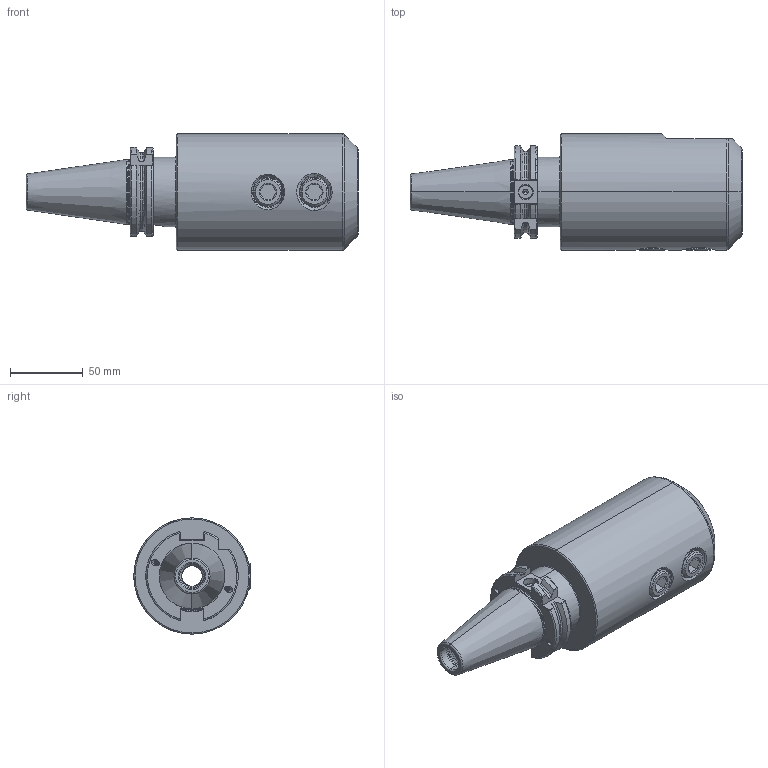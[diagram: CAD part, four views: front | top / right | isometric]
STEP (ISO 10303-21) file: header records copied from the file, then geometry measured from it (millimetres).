
FILE_DESCRIPTION (( 'STEP AP203' ), '1' );
FILE_NAME ('403.04.40.2.STEP', '2016-11-25T07:35:11', ( '' ), ( '' ), 'SwSTEP 2.0', 'SolidWorks 2012', '' );
FILE_SCHEMA (( 'CONFIG_CONTROL_DESIGN' ));
Length unit declared in the file: millimetre
Products named in the file (3): 側固20_M20x2_20L; 403.04.40.2
Assembly tree (3 placements, depth 2):
  403.04.40.2
    403.04.40.2
    側固20_M20x2_20L  x2
Bounding box: 228.4 x 80 x 80 mm (x, y, z)
Volume: 624455 mm3; surface area: 83037.6 mm2
Topology: 3 solids, 3 shells, 386 faces, 1052 edges, 670 vertices
Faces by surface type: cylinder 180, plane 66, bspline 52, cone 49, torus 39
Entity records: 38585 total; most frequent: CARTESIAN_POINT 30822, ORIENTED_EDGE 1872, DIRECTION 1212, EDGE_CURVE 936, VERTEX_POINT 603, AXIS2_PLACEMENT_3D 476, EDGE_LOOP 367, FACE_OUTER_BOUND 347
